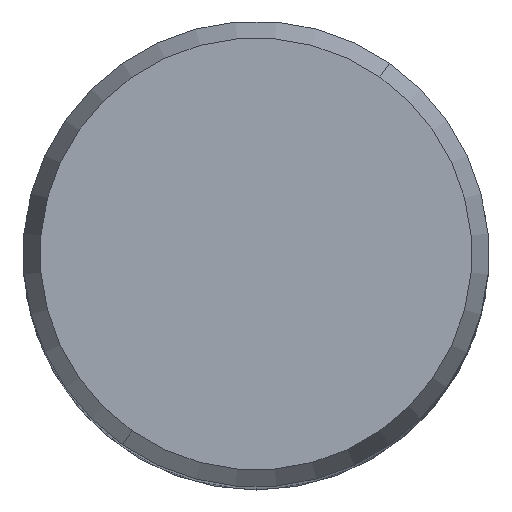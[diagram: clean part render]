
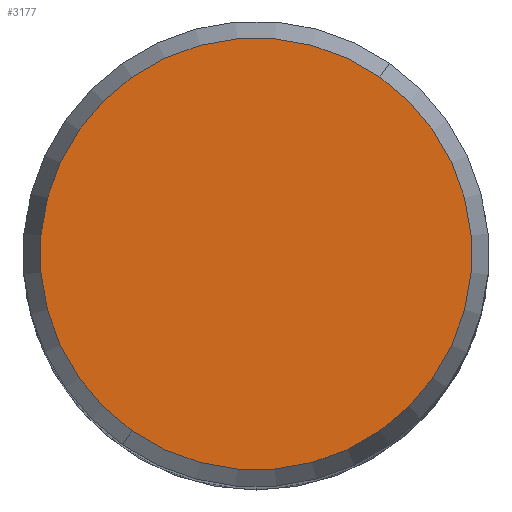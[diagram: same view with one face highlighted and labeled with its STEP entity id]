
A CAD part, top view. The second image highlights one B-rep face of the part: STEP entity #3177.
In plain terms, the highlighted planar face has unit normal (0, 0, 1).
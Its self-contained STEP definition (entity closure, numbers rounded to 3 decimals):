
#1172=CARTESIAN_POINT('',(0.,0.,0.));
#1173=DIRECTION('',(0.,0.,1.));
#1174=DIRECTION('',(0.574,0.819,0.));
#1175=AXIS2_PLACEMENT_3D('',#1172,#1173,#1174);
#1180=CARTESIAN_POINT('',(0.,0.,0.));
#1181=DIRECTION('',(0.,0.,-1.));
#1182=DIRECTION('',(0.574,0.819,0.));
#1183=AXIS2_PLACEMENT_3D('',#1180,#1181,#1182);
#1240=CARTESIAN_POINT('',(5.318,7.595,0.));
#1241=VERTEX_POINT('',#1240);
#1266=CARTESIAN_POINT('',(-5.318,-7.595,0.));
#1267=VERTEX_POINT('',#1266);
#3168=CARTESIAN_POINT('',(0.,0.,0.));
#3169=DIRECTION('',(0.,0.,-1.));
#3170=DIRECTION('',(-0.574,-0.819,0.));
#3171=AXIS2_PLACEMENT_3D('',#3168,#3169,#3170);
#3172=PLANE('',#3171);
#3173=ORIENTED_EDGE('',*,*,#3147,.F.);
#3174=ORIENTED_EDGE('',*,*,#3163,.T.);
#3175=EDGE_LOOP('',(#3173,#3174));
#3176=FACE_OUTER_BOUND('',#3175,.F.);
#1176=CIRCLE('',#1175,9.272);
#1184=CIRCLE('',#1183,9.272);
#3147=EDGE_CURVE('',#1241,#1267,#1176,.T.);
#3163=EDGE_CURVE('',#1241,#1267,#1184,.T.);
#3177=ADVANCED_FACE('',(#3176),#3172,.F.);
